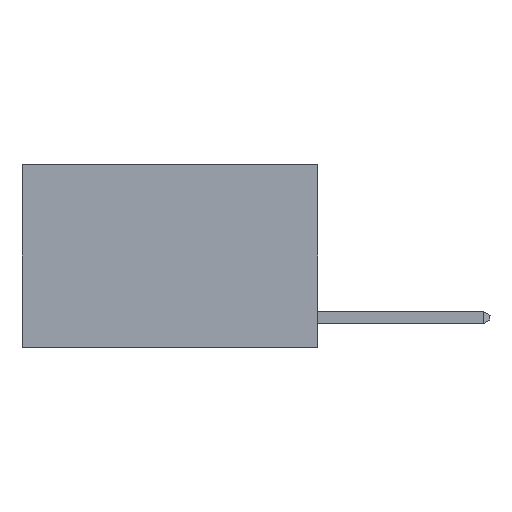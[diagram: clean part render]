
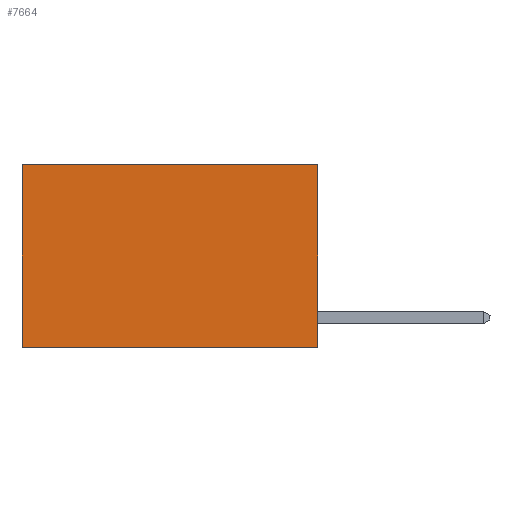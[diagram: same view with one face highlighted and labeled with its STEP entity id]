
A CAD part, left-side view. The second image highlights one B-rep face of the part: STEP entity #7664.
In plain terms, the highlighted planar face has unit normal (-1, 0, 0).
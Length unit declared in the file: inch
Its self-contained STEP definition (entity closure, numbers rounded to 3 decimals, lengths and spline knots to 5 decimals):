
#77 = ORIENTED_EDGE ( 'NONE', *, *, #9946, .T. ) ;
#754 = CARTESIAN_POINT ( 'NONE',  ( 0.2625, 0., -0.37 ) ) ;
#843 = LINE ( 'NONE', #20357, #23755 ) ;
#2710 = DIRECTION ( 'NONE',  ( 0., 1., 0. ) ) ;
#5514 = CARTESIAN_POINT ( 'NONE',  ( 0.2625, 0., 0. ) ) ;
#6661 = VECTOR ( 'NONE', #10399, 39.37008 ) ;
#7664 = ADVANCED_FACE ( 'NONE', ( #28116 ), #22096, .F. ) ;
#8935 = DIRECTION ( 'NONE',  ( 0., 0., -1. ) ) ;
#9219 = VERTEX_POINT ( 'NONE', #10118 ) ;
#9946 = EDGE_CURVE ( 'NONE', #18867, #28106, #27348, .T. ) ;
#10118 = CARTESIAN_POINT ( 'NONE',  ( 0.2625, 0.6, -0.37 ) ) ;
#10399 = DIRECTION ( 'NONE',  ( 0., 0., -1. ) ) ;
#10508 = AXIS2_PLACEMENT_3D ( 'NONE', #19952, #22197, #8935 ) ;
#12911 = LINE ( 'NONE', #26545, #18063 ) ;
#14101 = CARTESIAN_POINT ( 'NONE',  ( 0.2625, 0.6, 0. ) ) ;
#14789 = VECTOR ( 'NONE', #19861, 39.37008 ) ;
#16652 = EDGE_CURVE ( 'NONE', #18867, #23906, #22989, .T. ) ;
#18063 = VECTOR ( 'NONE', #22151, 39.37008 ) ;
#18867 = VERTEX_POINT ( 'NONE', #5514 ) ;
#19087 = ORIENTED_EDGE ( 'NONE', *, *, #16652, .F. ) ;
#19861 = DIRECTION ( 'NONE',  ( 0., 1., 0. ) ) ;
#19901 = EDGE_CURVE ( 'NONE', #23906, #9219, #843, .T. ) ;
#19952 = CARTESIAN_POINT ( 'NONE',  ( 0.2625, 0., 0. ) ) ;
#20357 = CARTESIAN_POINT ( 'NONE',  ( 0.2625, 0., -0.37 ) ) ;
#20980 = EDGE_CURVE ( 'NONE', #28106, #9219, #12911, .T. ) ;
#22096 = PLANE ( 'NONE',  #10508 ) ;
#22151 = DIRECTION ( 'NONE',  ( 0., 0., -1. ) ) ;
#22197 = DIRECTION ( 'NONE',  ( 1., 0., 0. ) ) ;
#22973 = EDGE_LOOP ( 'NONE', ( #23335, #27186, #19087, #77 ) ) ;
#22989 = LINE ( 'NONE', #28084, #6661 ) ;
#23335 = ORIENTED_EDGE ( 'NONE', *, *, #20980, .T. ) ;
#23755 = VECTOR ( 'NONE', #2710, 39.37008 ) ;
#23906 = VERTEX_POINT ( 'NONE', #754 ) ;
#26545 = CARTESIAN_POINT ( 'NONE',  ( 0.2625, 0.6, 0. ) ) ;
#27186 = ORIENTED_EDGE ( 'NONE', *, *, #19901, .F. ) ;
#27348 = LINE ( 'NONE', #28629, #14789 ) ;
#28084 = CARTESIAN_POINT ( 'NONE',  ( 0.2625, 0., 0. ) ) ;
#28106 = VERTEX_POINT ( 'NONE', #14101 ) ;
#28116 = FACE_OUTER_BOUND ( 'NONE', #22973, .T. ) ;
#28629 = CARTESIAN_POINT ( 'NONE',  ( 0.2625, 0., 0. ) ) ;
